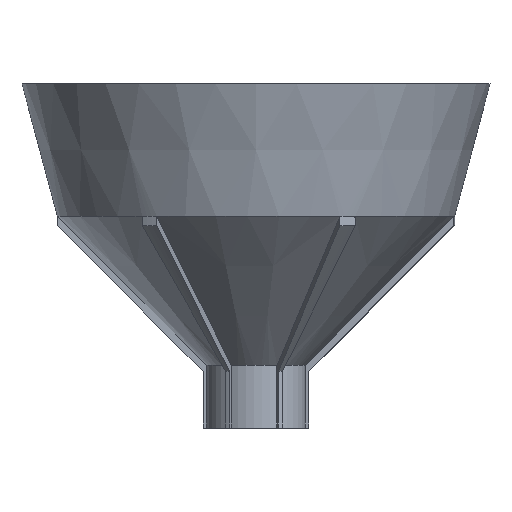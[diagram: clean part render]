
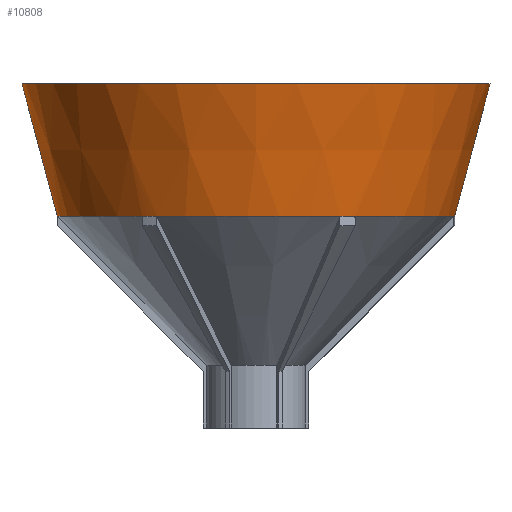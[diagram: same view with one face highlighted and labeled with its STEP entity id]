
A CAD part, front view. The second image highlights one B-rep face of the part: STEP entity #10808.
In plain terms, the highlighted conical face has half-angle 15 degrees and reference radius 60 mm.
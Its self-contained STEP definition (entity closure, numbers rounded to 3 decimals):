
#1434=CONICAL_SURFACE('',#11583,60.,0.262);
#2030=FACE_OUTER_BOUND('',#2628,.T.);
#2628=EDGE_LOOP('',(#9838,#9839,#9840,#9841,#9842,#9843,#9844,#9845,#9846,
#9847,#9848,#9849,#9850,#9851,#9852));
#2995=LINE('',#34855,#3357);
#3357=VECTOR('',#13470,60.);
#3364=CIRCLE('',#10836,60.);
#3366=CIRCLE('',#10842,60.);
#3371=CIRCLE('',#10850,60.);
#3373=CIRCLE('',#10856,60.);
#3378=CIRCLE('',#10864,60.);
#3380=CIRCLE('',#10870,60.);
#3385=CIRCLE('',#10878,60.);
#3387=CIRCLE('',#10884,60.);
#3392=CIRCLE('',#10892,60.);
#3394=CIRCLE('',#10898,60.);
#3397=CIRCLE('',#10903,60.);
#3761=CIRCLE('',#11584,70.718);
#3762=CIRCLE('',#11585,60.);
#3775=VERTEX_POINT('',#13508);
#3777=VERTEX_POINT('',#13511);
#3779=VERTEX_POINT('',#13526);
#3788=VERTEX_POINT('',#13548);
#3790=VERTEX_POINT('',#13551);
#3800=VERTEX_POINT('',#13586);
#3802=VERTEX_POINT('',#13589);
#3812=VERTEX_POINT('',#13624);
#3814=VERTEX_POINT('',#13627);
#3824=VERTEX_POINT('',#13662);
#3826=VERTEX_POINT('',#13665);
#3832=VERTEX_POINT('',#13691);
#4893=VERTEX_POINT('',#34853);
#4907=EDGE_CURVE('',#3777,#3775,#3364,.T.);
#4917=EDGE_CURVE('',#3775,#3779,#3366,.T.);
#4927=EDGE_CURVE('',#3790,#3788,#3371,.T.);
#4936=EDGE_CURVE('',#3788,#3777,#3373,.T.);
#4946=EDGE_CURVE('',#3802,#3800,#3378,.T.);
#4955=EDGE_CURVE('',#3800,#3790,#3380,.T.);
#4965=EDGE_CURVE('',#3814,#3812,#3385,.T.);
#4974=EDGE_CURVE('',#3812,#3802,#3387,.T.);
#4984=EDGE_CURVE('',#3826,#3824,#3392,.T.);
#4993=EDGE_CURVE('',#3824,#3814,#3394,.T.);
#4999=EDGE_CURVE('',#3779,#3832,#3397,.T.);
#6618=EDGE_CURVE('',#4893,#4893,#3761,.T.);
#6619=EDGE_CURVE('',#4893,#3832,#2995,.T.);
#6620=EDGE_CURVE('',#3832,#3826,#3762,.T.);
#9838=ORIENTED_EDGE('',*,*,#6618,.T.);
#9839=ORIENTED_EDGE('',*,*,#6619,.T.);
#9840=ORIENTED_EDGE('',*,*,#6620,.T.);
#9841=ORIENTED_EDGE('',*,*,#4984,.T.);
#9842=ORIENTED_EDGE('',*,*,#4993,.T.);
#9843=ORIENTED_EDGE('',*,*,#4965,.T.);
#9844=ORIENTED_EDGE('',*,*,#4974,.T.);
#9845=ORIENTED_EDGE('',*,*,#4946,.T.);
#9846=ORIENTED_EDGE('',*,*,#4955,.T.);
#9847=ORIENTED_EDGE('',*,*,#4927,.T.);
#9848=ORIENTED_EDGE('',*,*,#4936,.T.);
#9849=ORIENTED_EDGE('',*,*,#4907,.T.);
#9850=ORIENTED_EDGE('',*,*,#4917,.T.);
#9851=ORIENTED_EDGE('',*,*,#4999,.T.);
#9852=ORIENTED_EDGE('',*,*,#6619,.F.);
#10808=ADVANCED_FACE('',(#2030),#1434,.T.);
#10836=AXIS2_PLACEMENT_3D('',#13512,#11618,#11619);
#10842=AXIS2_PLACEMENT_3D('',#13528,#11638,#11639);
#10850=AXIS2_PLACEMENT_3D('',#13552,#11659,#11660);
#10856=AXIS2_PLACEMENT_3D('',#13566,#11678,#11679);
#10864=AXIS2_PLACEMENT_3D('',#13590,#11699,#11700);
#10870=AXIS2_PLACEMENT_3D('',#13604,#11718,#11719);
#10878=AXIS2_PLACEMENT_3D('',#13628,#11739,#11740);
#10884=AXIS2_PLACEMENT_3D('',#13642,#11758,#11759);
#10892=AXIS2_PLACEMENT_3D('',#13666,#11779,#11780);
#10898=AXIS2_PLACEMENT_3D('',#13680,#11798,#11799);
#10903=AXIS2_PLACEMENT_3D('',#13694,#11811,#11812);
#11583=AXIS2_PLACEMENT_3D('',#34852,#13466,#13467);
#11584=AXIS2_PLACEMENT_3D('',#34854,#13468,#13469);
#11585=AXIS2_PLACEMENT_3D('',#34856,#13471,#13472);
#11618=DIRECTION('center_axis',(0.,0.,1.));
#11619=DIRECTION('ref_axis',(1.,0.,0.));
#11638=DIRECTION('center_axis',(0.,0.,1.));
#11639=DIRECTION('ref_axis',(1.,0.,0.));
#11659=DIRECTION('center_axis',(0.,0.,1.));
#11660=DIRECTION('ref_axis',(1.,0.,0.));
#11678=DIRECTION('center_axis',(0.,0.,1.));
#11679=DIRECTION('ref_axis',(1.,0.,0.));
#11699=DIRECTION('center_axis',(0.,0.,1.));
#11700=DIRECTION('ref_axis',(1.,0.,0.));
#11718=DIRECTION('center_axis',(0.,0.,1.));
#11719=DIRECTION('ref_axis',(1.,0.,0.));
#11739=DIRECTION('center_axis',(0.,0.,1.));
#11740=DIRECTION('ref_axis',(1.,0.,0.));
#11758=DIRECTION('center_axis',(0.,0.,1.));
#11759=DIRECTION('ref_axis',(1.,0.,0.));
#11779=DIRECTION('center_axis',(0.,0.,1.));
#11780=DIRECTION('ref_axis',(1.,0.,0.));
#11798=DIRECTION('center_axis',(0.,0.,1.));
#11799=DIRECTION('ref_axis',(1.,0.,0.));
#11811=DIRECTION('center_axis',(0.,0.,1.));
#11812=DIRECTION('ref_axis',(1.,0.,0.));
#13466=DIRECTION('center_axis',(0.,0.,1.));
#13467=DIRECTION('ref_axis',(1.,0.,0.));
#13468=DIRECTION('center_axis',(0.,0.,-1.));
#13469=DIRECTION('ref_axis',(1.,0.,0.));
#13470=DIRECTION('',(0.259,0.,-0.966));
#13471=DIRECTION('center_axis',(0.,0.,1.));
#13472=DIRECTION('ref_axis',(1.,0.,0.));
#13508=CARTESIAN_POINT('',(-30.,51.962,64.));
#13511=CARTESIAN_POINT('',(-25.357,54.378,64.));
#13512=CARTESIAN_POINT('Origin',(0.,0.,64.));
#13526=CARTESIAN_POINT('',(-59.772,5.229,64.));
#13528=CARTESIAN_POINT('Origin',(0.,0.,64.));
#13548=CARTESIAN_POINT('',(30.,51.962,64.));
#13551=CARTESIAN_POINT('',(34.415,49.149,64.));
#13552=CARTESIAN_POINT('Origin',(0.,0.,64.));
#13566=CARTESIAN_POINT('Origin',(0.,0.,64.));
#13586=CARTESIAN_POINT('',(60.,0.,64.));
#13589=CARTESIAN_POINT('',(59.772,-5.229,64.));
#13590=CARTESIAN_POINT('Origin',(0.,0.,64.));
#13604=CARTESIAN_POINT('Origin',(0.,0.,64.));
#13624=CARTESIAN_POINT('',(30.,-51.962,64.));
#13627=CARTESIAN_POINT('',(25.357,-54.378,64.));
#13628=CARTESIAN_POINT('Origin',(0.,0.,64.));
#13642=CARTESIAN_POINT('Origin',(0.,0.,64.));
#13662=CARTESIAN_POINT('',(-30.,-51.962,64.));
#13665=CARTESIAN_POINT('',(-34.415,-49.149,64.));
#13666=CARTESIAN_POINT('Origin',(0.,0.,64.));
#13680=CARTESIAN_POINT('Origin',(0.,0.,64.));
#13691=CARTESIAN_POINT('',(-60.,0.,64.));
#13694=CARTESIAN_POINT('Origin',(0.,0.,64.));
#34852=CARTESIAN_POINT('Origin',(0.,0.,64.));
#34853=CARTESIAN_POINT('',(-70.718,0.,104.));
#34854=CARTESIAN_POINT('Origin',(0.,0.,104.));
#34855=CARTESIAN_POINT('',(-60.,0.,64.));
#34856=CARTESIAN_POINT('Origin',(0.,0.,64.));
